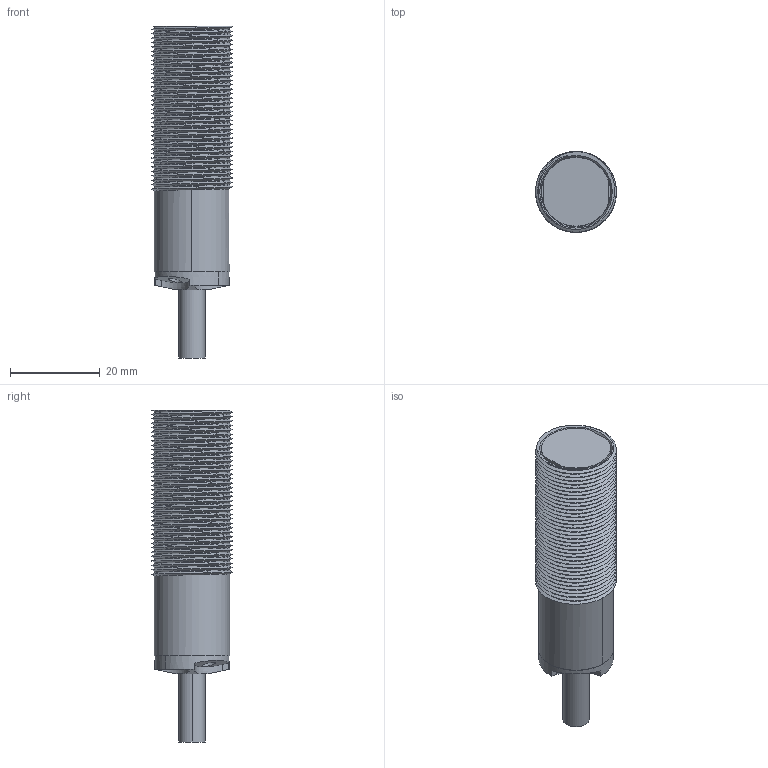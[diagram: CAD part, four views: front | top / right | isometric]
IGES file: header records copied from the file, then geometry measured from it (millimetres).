
Start section:  PTC IGES file: 155342.igs
Global section: file name: 155342.igs; native system: Pro/ENGINEER by Parametric Technology Corporation; preprocessor: 2009141; author: banengservice; organization: Unknown; date: 20110203.105132; units: inch
Bounding box: 18.01 x 18.01 x 73.99 mm (x, y, z)
Volume: 5129.3 mm3; surface area: 10819 mm2
Topology: 1 solids, 3 shells, 266 faces, 699 edges, 444 vertices
Faces by surface type: revolution 187, bspline 73, extrusion 6
